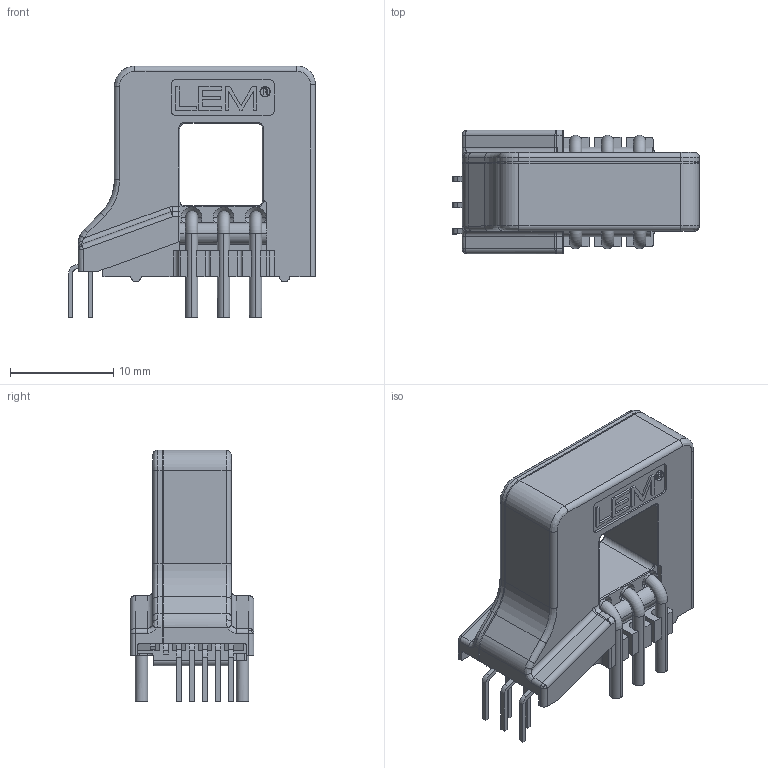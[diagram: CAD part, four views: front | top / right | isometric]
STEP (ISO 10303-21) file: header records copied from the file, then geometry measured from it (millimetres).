
FILE_DESCRIPTION(('CoCreate Modeling STEP Export'),'2;1');
FILE_NAME('HO_P xxx-P SP33 series.stp','2014-03-04T 9:29:12',(''),(''),'CoCreate Modeling STEP processor for AP214 (Solid Model)','CoCreate Modeling 17.00A 17-Jun-2010 (C) Parametric Technology GmbH','');
FILE_SCHEMA(('AUTOMOTIVE_DESIGN { 1 0 10303 214 1 1 1 1 }'));
Length unit declared in the file: millimetre
Products named in the file (2): HO_P_xxx-P
Assembly tree (1 placements, depth 2):
  HO_P_xxx-P
    HO_P_xxx-P
Bounding box: 23.94 x 12 x 24.4 mm (x, y, z)
Volume: 2865.7 mm3; surface area: 2158.5 mm2
Topology: 1 solids, 1 shells, 512 faces, 1409 edges, 897 vertices
Faces by surface type: plane 296, cylinder 151, torus 37, bspline 14, cone 11, sphere 3
Entity records: 18499 total; most frequent: CARTESIAN_POINT 5140, ORIENTED_EDGE 2810, DIRECTION 2421, EDGE_CURVE 1405, VECTOR 917, LINE 917, VERTEX_POINT 897, AXIS2_PLACEMENT_3D 752
